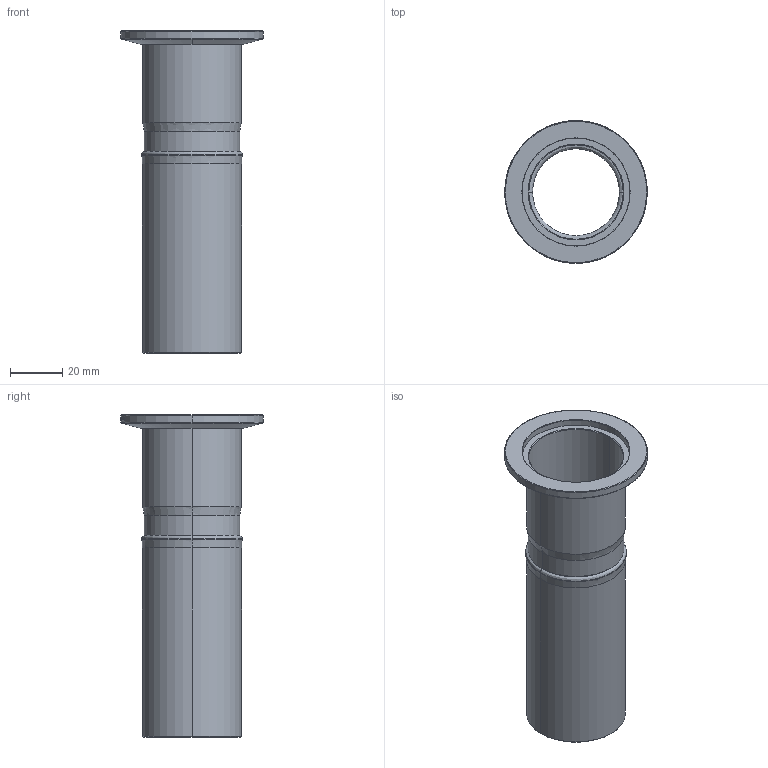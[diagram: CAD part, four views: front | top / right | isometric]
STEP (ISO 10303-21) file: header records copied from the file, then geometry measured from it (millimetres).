
FILE_DESCRIPTION (( 'STEP AP203' ), '1' );
FILE_NAME ('211030.stp', '2018-05-21T22:16:33', ( '' ), ( '' ), 'SwSTEP 2.0', 'SolidWorks 2012', '' );
FILE_SCHEMA (( 'CONFIG_CONTROL_DESIGN' ));
Products named in the file (1): 211030
Bounding box: 54.86 x 54.86 x 123.83 mm (x, y, z)
Volume: 26264.4 mm3; surface area: 31225.7 mm2
Topology: 1 solids, 1 shells, 333 faces, 864 edges, 563 vertices
Faces by surface type: bspline 154, plane 118, cylinder 51, cone 10
Entity records: 33375 total; most frequent: CARTESIAN_POINT 26312, ORIENTED_EDGE 1728, DIRECTION 973, EDGE_CURVE 864, VERTEX_POINT 563, EDGE_LOOP 365, B_SPLINE_CURVE_WITH_KNOTS 364, FACE_OUTER_BOUND 333
